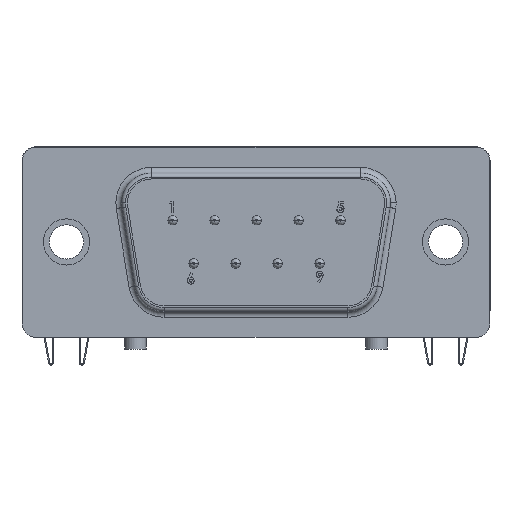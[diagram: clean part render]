
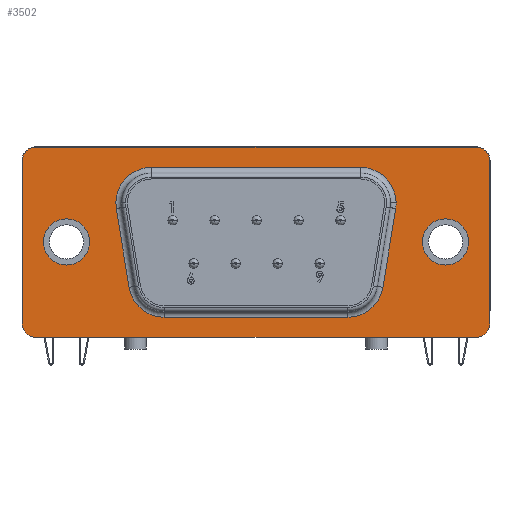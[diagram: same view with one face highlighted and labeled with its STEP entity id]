
A CAD part, front view. The second image highlights one B-rep face of the part: STEP entity #3502.
In plain terms, the highlighted planar face has unit normal (0, -1, 0).
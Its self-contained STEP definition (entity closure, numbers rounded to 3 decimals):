
#1105 = VERTEX_POINT('',#1106);
#1106 = CARTESIAN_POINT('',(6.903,-4.64,
    9.442));
#1115 = EDGE_CURVE('',#1105,#1116,#1118,.T.);
#1116 = VERTEX_POINT('',#1117);
#1117 = CARTESIAN_POINT('',(9.24,-4.64,
    7.105));
#1118 = CIRCLE('',#1119,2.337);
#1119 = AXIS2_PLACEMENT_3D('',#1120,#1121,#1122);
#1120 = CARTESIAN_POINT('',(6.903,-4.64,
    7.105));
#1121 = DIRECTION('',(0.,1.,0.));
#1122 = DIRECTION('',(1.,0.,0.));
#1269 = VERTEX_POINT('',#1270);
#1270 = CARTESIAN_POINT('',(14.021,-4.64,4.527));
#1276 = EDGE_CURVE('',#1277,#1269,#1279,.T.);
#1277 = VERTEX_POINT('',#1278);
#1278 = CARTESIAN_POINT('',(10.973,-4.64,4.527));
#1279 = CIRCLE('',#1280,1.524);
#1280 = AXIS2_PLACEMENT_3D('',#1281,#1282,#1283);
#1281 = CARTESIAN_POINT('',(12.497,-4.64,4.527));
#1282 = DIRECTION('',(0.,-1.,0.));
#1283 = DIRECTION('',(1.,0.,0.));
#1311 = VERTEX_POINT('',#1312);
#1312 = CARTESIAN_POINT('',(-10.973,-4.64,4.527));
#1318 = EDGE_CURVE('',#1319,#1311,#1321,.T.);
#1319 = VERTEX_POINT('',#1320);
#1320 = CARTESIAN_POINT('',(-14.021,-4.64,4.527));
#1321 = CIRCLE('',#1322,1.524);
#1322 = AXIS2_PLACEMENT_3D('',#1323,#1324,#1325);
#1323 = CARTESIAN_POINT('',(-12.497,-4.64,4.527));
#1324 = DIRECTION('',(0.,-1.,0.));
#1325 = DIRECTION('',(1.,0.,0.));
#3502 = ADVANCED_FACE('',(#3503,#3572,#3582,#3592),#3662,.T.);
#3503 = FACE_BOUND('',#3504,.T.);
#3504 = EDGE_LOOP('',(#3505,#3506,#3515,#3523,#3532,#3540,#3549,#3557,
    #3566));
#3505 = ORIENTED_EDGE('',*,*,#1115,.T.);
#3506 = ORIENTED_EDGE('',*,*,#3507,.T.);
#3507 = EDGE_CURVE('',#1116,#3508,#3510,.T.);
#3508 = VERTEX_POINT('',#3509);
#3509 = CARTESIAN_POINT('',(9.211,-4.64,6.734
    ));
#3510 = CIRCLE('',#3511,2.337);
#3511 = AXIS2_PLACEMENT_3D('',#3512,#3513,#3514);
#3512 = CARTESIAN_POINT('',(6.903,-4.64,
    7.105));
#3513 = DIRECTION('',(0.,1.,0.));
#3514 = DIRECTION('',(1.,0.,0.));
#3515 = ORIENTED_EDGE('',*,*,#3516,.T.);
#3516 = EDGE_CURVE('',#3508,#3517,#3519,.T.);
#3517 = VERTEX_POINT('',#3518);
#3518 = CARTESIAN_POINT('',(8.372,-4.64,1.527
    ));
#3519 = LINE('',#3520,#3521);
#3520 = CARTESIAN_POINT('',(7.254,-4.64,
    -5.419));
#3521 = VECTOR('',#3522,1.);
#3522 = DIRECTION('',(-0.159,0.,-0.987
    ));
#3523 = ORIENTED_EDGE('',*,*,#3524,.T.);
#3524 = EDGE_CURVE('',#3517,#3525,#3527,.T.);
#3525 = VERTEX_POINT('',#3526);
#3526 = CARTESIAN_POINT('',(6.065,-4.64,
    -0.438));
#3527 = CIRCLE('',#3528,2.337);
#3528 = AXIS2_PLACEMENT_3D('',#3529,#3530,#3531);
#3529 = CARTESIAN_POINT('',(6.065,-4.64,
    1.898));
#3530 = DIRECTION('',(0.,1.,0.));
#3531 = DIRECTION('',(1.,0.,0.));
#3532 = ORIENTED_EDGE('',*,*,#3533,.T.);
#3533 = EDGE_CURVE('',#3525,#3534,#3536,.T.);
#3534 = VERTEX_POINT('',#3535);
#3535 = CARTESIAN_POINT('',(-6.065,-4.64,
    -0.438));
#3536 = LINE('',#3537,#3538);
#3537 = CARTESIAN_POINT('',(-15.405,-4.64,-0.438));
#3538 = VECTOR('',#3539,1.);
#3539 = DIRECTION('',(-1.,0.,-0.));
#3540 = ORIENTED_EDGE('',*,*,#3541,.T.);
#3541 = EDGE_CURVE('',#3534,#3542,#3544,.T.);
#3542 = VERTEX_POINT('',#3543);
#3543 = CARTESIAN_POINT('',(-8.372,-4.64,
    1.527));
#3544 = CIRCLE('',#3545,2.337);
#3545 = AXIS2_PLACEMENT_3D('',#3546,#3547,#3548);
#3546 = CARTESIAN_POINT('',(-6.065,-4.64,
    1.898));
#3547 = DIRECTION('',(0.,1.,0.));
#3548 = DIRECTION('',(1.,0.,0.));
#3549 = ORIENTED_EDGE('',*,*,#3550,.T.);
#3550 = EDGE_CURVE('',#3542,#3551,#3553,.T.);
#3551 = VERTEX_POINT('',#3552);
#3552 = CARTESIAN_POINT('',(-9.211,-4.64,
    6.734));
#3553 = LINE('',#3554,#3555);
#3554 = CARTESIAN_POINT('',(-8.032,-4.64,
    -0.585));
#3555 = VECTOR('',#3556,1.);
#3556 = DIRECTION('',(-0.159,0.,0.987)
  );
#3557 = ORIENTED_EDGE('',*,*,#3558,.T.);
#3558 = EDGE_CURVE('',#3551,#3559,#3561,.T.);
#3559 = VERTEX_POINT('',#3560);
#3560 = CARTESIAN_POINT('',(-6.903,-4.64,
    9.442));
#3561 = CIRCLE('',#3562,2.337);
#3562 = AXIS2_PLACEMENT_3D('',#3563,#3564,#3565);
#3563 = CARTESIAN_POINT('',(-6.903,-4.64,
    7.105));
#3564 = DIRECTION('',(0.,1.,0.));
#3565 = DIRECTION('',(1.,0.,0.));
#3566 = ORIENTED_EDGE('',*,*,#3567,.T.);
#3567 = EDGE_CURVE('',#3559,#1105,#3568,.T.);
#3568 = LINE('',#3569,#3570);
#3569 = CARTESIAN_POINT('',(-15.405,-4.64,9.442));
#3570 = VECTOR('',#3571,1.);
#3571 = DIRECTION('',(1.,0.,0.));
#3572 = FACE_BOUND('',#3573,.T.);
#3573 = EDGE_LOOP('',(#3574,#3581));
#3574 = ORIENTED_EDGE('',*,*,#3575,.F.);
#3575 = EDGE_CURVE('',#1269,#1277,#3576,.T.);
#3576 = CIRCLE('',#3577,1.524);
#3577 = AXIS2_PLACEMENT_3D('',#3578,#3579,#3580);
#3578 = CARTESIAN_POINT('',(12.497,-4.64,4.527));
#3579 = DIRECTION('',(0.,-1.,0.));
#3580 = DIRECTION('',(1.,0.,0.));
#3581 = ORIENTED_EDGE('',*,*,#1276,.F.);
#3582 = FACE_BOUND('',#3583,.T.);
#3583 = EDGE_LOOP('',(#3584,#3591));
#3584 = ORIENTED_EDGE('',*,*,#3585,.F.);
#3585 = EDGE_CURVE('',#1311,#1319,#3586,.T.);
#3586 = CIRCLE('',#3587,1.524);
#3587 = AXIS2_PLACEMENT_3D('',#3588,#3589,#3590);
#3588 = CARTESIAN_POINT('',(-12.497,-4.64,4.527));
#3589 = DIRECTION('',(0.,-1.,0.));
#3590 = DIRECTION('',(1.,0.,0.));
#3591 = ORIENTED_EDGE('',*,*,#1318,.F.);
#3592 = FACE_BOUND('',#3593,.T.);
#3593 = EDGE_LOOP('',(#3594,#3604,#3613,#3621,#3630,#3638,#3647,#3655));
#3594 = ORIENTED_EDGE('',*,*,#3595,.T.);
#3595 = EDGE_CURVE('',#3596,#3598,#3600,.T.);
#3596 = VERTEX_POINT('',#3597);
#3597 = CARTESIAN_POINT('',(14.516,-4.64,10.776));
#3598 = VERTEX_POINT('',#3599);
#3599 = CARTESIAN_POINT('',(-14.516,-4.64,10.776));
#3600 = LINE('',#3601,#3602);
#3601 = CARTESIAN_POINT('',(-15.405,-4.64,10.776));
#3602 = VECTOR('',#3603,1.);
#3603 = DIRECTION('',(-1.,0.,-0.));
#3604 = ORIENTED_EDGE('',*,*,#3605,.T.);
#3605 = EDGE_CURVE('',#3598,#3606,#3608,.T.);
#3606 = VERTEX_POINT('',#3607);
#3607 = CARTESIAN_POINT('',(-15.405,-4.64,9.887));
#3608 = CIRCLE('',#3609,0.889);
#3609 = AXIS2_PLACEMENT_3D('',#3610,#3611,#3612);
#3610 = CARTESIAN_POINT('',(-14.516,-4.64,9.887));
#3611 = DIRECTION('',(0.,-1.,0.));
#3612 = DIRECTION('',(1.,0.,0.));
#3613 = ORIENTED_EDGE('',*,*,#3614,.T.);
#3614 = EDGE_CURVE('',#3606,#3615,#3617,.T.);
#3615 = VERTEX_POINT('',#3616);
#3616 = CARTESIAN_POINT('',(-15.405,-4.64,-0.883));
#3617 = LINE('',#3618,#3619);
#3618 = CARTESIAN_POINT('',(-15.405,-4.64,10.776));
#3619 = VECTOR('',#3620,1.);
#3620 = DIRECTION('',(0.,0.,-1.));
#3621 = ORIENTED_EDGE('',*,*,#3622,.T.);
#3622 = EDGE_CURVE('',#3615,#3623,#3625,.T.);
#3623 = VERTEX_POINT('',#3624);
#3624 = CARTESIAN_POINT('',(-14.516,-4.64,-1.772));
#3625 = CIRCLE('',#3626,0.889);
#3626 = AXIS2_PLACEMENT_3D('',#3627,#3628,#3629);
#3627 = CARTESIAN_POINT('',(-14.516,-4.64,-0.883));
#3628 = DIRECTION('',(0.,-1.,0.));
#3629 = DIRECTION('',(1.,0.,0.));
#3630 = ORIENTED_EDGE('',*,*,#3631,.T.);
#3631 = EDGE_CURVE('',#3623,#3632,#3634,.T.);
#3632 = VERTEX_POINT('',#3633);
#3633 = CARTESIAN_POINT('',(14.516,-4.64,-1.772));
#3634 = LINE('',#3635,#3636);
#3635 = CARTESIAN_POINT('',(-15.405,-4.64,-1.772));
#3636 = VECTOR('',#3637,1.);
#3637 = DIRECTION('',(1.,0.,0.));
#3638 = ORIENTED_EDGE('',*,*,#3639,.T.);
#3639 = EDGE_CURVE('',#3632,#3640,#3642,.T.);
#3640 = VERTEX_POINT('',#3641);
#3641 = CARTESIAN_POINT('',(15.405,-4.64,-0.883));
#3642 = CIRCLE('',#3643,0.889);
#3643 = AXIS2_PLACEMENT_3D('',#3644,#3645,#3646);
#3644 = CARTESIAN_POINT('',(14.516,-4.64,-0.883));
#3645 = DIRECTION('',(0.,-1.,0.));
#3646 = DIRECTION('',(1.,0.,0.));
#3647 = ORIENTED_EDGE('',*,*,#3648,.T.);
#3648 = EDGE_CURVE('',#3640,#3649,#3651,.T.);
#3649 = VERTEX_POINT('',#3650);
#3650 = CARTESIAN_POINT('',(15.405,-4.64,9.887));
#3651 = LINE('',#3652,#3653);
#3652 = CARTESIAN_POINT('',(15.405,-4.64,10.776));
#3653 = VECTOR('',#3654,1.);
#3654 = DIRECTION('',(0.,0.,1.));
#3655 = ORIENTED_EDGE('',*,*,#3656,.T.);
#3656 = EDGE_CURVE('',#3649,#3596,#3657,.T.);
#3657 = CIRCLE('',#3658,0.889);
#3658 = AXIS2_PLACEMENT_3D('',#3659,#3660,#3661);
#3659 = CARTESIAN_POINT('',(14.516,-4.64,9.887));
#3660 = DIRECTION('',(0.,-1.,0.));
#3661 = DIRECTION('',(1.,0.,0.));
#3662 = PLANE('',#3663);
#3663 = AXIS2_PLACEMENT_3D('',#3664,#3665,#3666);
#3664 = CARTESIAN_POINT('',(-15.405,-4.64,-1.772));
#3665 = DIRECTION('',(0.,-1.,0.));
#3666 = DIRECTION('',(1.,0.,0.));
